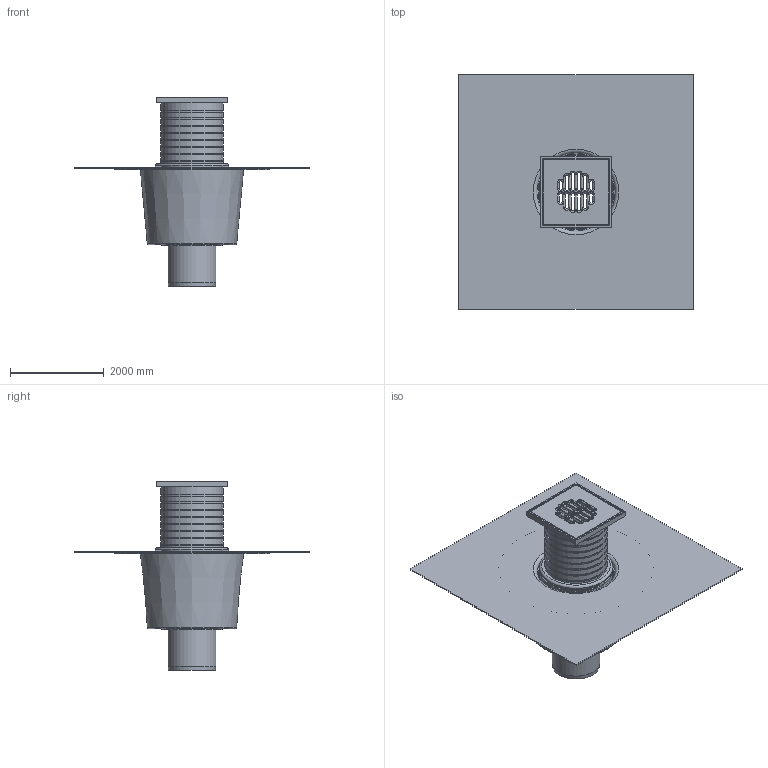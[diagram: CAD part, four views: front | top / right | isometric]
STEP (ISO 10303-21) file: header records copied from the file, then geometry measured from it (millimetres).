
FILE_DESCRIPTION(/* description */ (''),/* implementation_level */ '2;1');
FILE_NAME(/* name */ '16391.100X_3D.stp',/* time_stamp */ '2025-01-06T10:03:03+01:00',/* author */ ('c.rudolph'),/* organization */ (''),/* preprocessor_version */ 'ST-DEVELOPER v20',/* originating_system */ 'AutoCAD Mechanical',/* authorisation */ '');
FILE_SCHEMA (('AUTOMOTIVE_DESIGN { 1 0 10303 214 3 1 1 }'));
Length unit declared in the file: centimetre
Products named in the file (2): Product; *S0
Assembly tree (1 placements, depth 2):
  Product
    *S0
Bounding box: 5000 x 5000 x 4012.19 mm (x, y, z)
Volume: 3419962833.1 mm3; surface area: 143183896.7 mm2
Topology: 12 solids, 13 shells, 550 faces, 1303 edges, 796 vertices
Faces by surface type: plane 220, cylinder 174, torus 104, cone 44, sphere 8
Full cylindrical faces by diameter (mm): 35 x4, 80 x4, 100 x1, 980 x2, 1020 x4, 1250 x1, 1280 x1, 1300 x1, 1310 x1, 1320 x8, 1330 x9, 1334 x1, 1400 x1, 1410 x1, 1450 x1, 1460 x2, 1500 x2, 1520 x1, 1550 x1, 1700 x2, 1740 x2, 1770 x1, 1780 x1, 3300 x1
Entity records: 16809 total; most frequent: CARTESIAN_POINT 3557, DIRECTION 3011, ORIENTED_EDGE 2604, EDGE_CURVE 1302, AXIS2_PLACEMENT_3D 1234, VERTEX_POINT 794, CIRCLE 665, EDGE_LOOP 622
